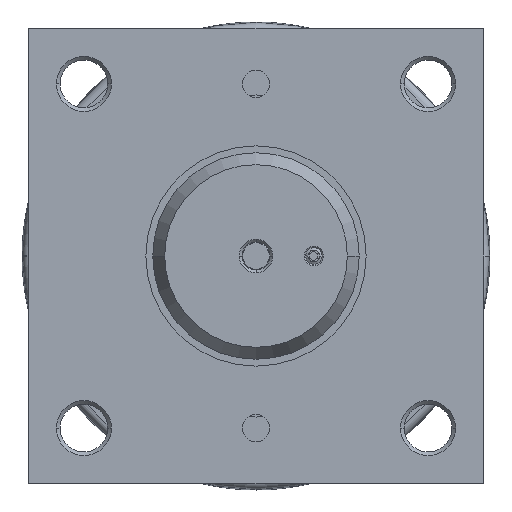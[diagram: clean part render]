
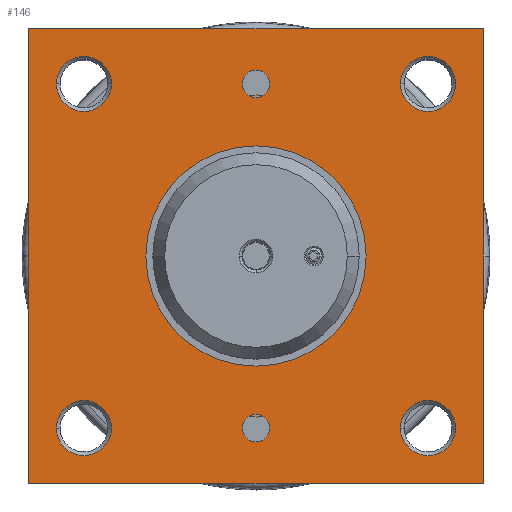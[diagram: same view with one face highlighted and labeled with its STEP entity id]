
A CAD part, left-side view. The second image highlights one B-rep face of the part: STEP entity #146.
In plain terms, the highlighted planar face has unit normal (-1, 0, 0).
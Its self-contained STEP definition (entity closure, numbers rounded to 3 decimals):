
#146=ADVANCED_FACE('',(#349,#350,#351,#352,#353,#354,#355,#356),#357,.F.);
#349=FACE_BOUND('',#1000,.T.);
#350=FACE_BOUND('',#1001,.T.);
#351=FACE_BOUND('',#1002,.T.);
#352=FACE_BOUND('',#1003,.T.);
#353=FACE_BOUND('',#1004,.T.);
#354=FACE_BOUND('',#1005,.T.);
#355=FACE_BOUND('',#1006,.T.);
#356=FACE_OUTER_BOUND('',#1007,.T.);
#357=PLANE('',#1008);
#1000=EDGE_LOOP('',(#2247,#2248));
#1001=EDGE_LOOP('',(#2249,#2250));
#1002=EDGE_LOOP('',(#2251,#2252));
#1003=EDGE_LOOP('',(#2253,#2254));
#1004=EDGE_LOOP('',(#2255,#2256));
#1005=EDGE_LOOP('',(#2257,#2258));
#1006=EDGE_LOOP('',(#2259,#2260));
#1007=EDGE_LOOP('',(#2261,#2262,#2263,#2264));
#1008=AXIS2_PLACEMENT_3D('',#2265,#2266,#2267);
#2247=ORIENTED_EDGE('',*,*,#3798,.T.);
#2248=ORIENTED_EDGE('',*,*,#3783,.T.);
#2249=ORIENTED_EDGE('',*,*,#3799,.T.);
#2250=ORIENTED_EDGE('',*,*,#3779,.T.);
#2251=ORIENTED_EDGE('',*,*,#3775,.T.);
#2252=ORIENTED_EDGE('',*,*,#3800,.T.);
#2253=ORIENTED_EDGE('',*,*,#3765,.T.);
#2254=ORIENTED_EDGE('',*,*,#3803,.T.);
#2255=ORIENTED_EDGE('',*,*,#3755,.T.);
#2256=ORIENTED_EDGE('',*,*,#3806,.T.);
#2257=ORIENTED_EDGE('',*,*,#3745,.T.);
#2258=ORIENTED_EDGE('',*,*,#3809,.T.);
#2259=ORIENTED_EDGE('',*,*,#3812,.T.);
#2260=ORIENTED_EDGE('',*,*,#3735,.T.);
#2261=ORIENTED_EDGE('',*,*,#3821,.T.);
#2262=ORIENTED_EDGE('',*,*,#3818,.F.);
#2263=ORIENTED_EDGE('',*,*,#3820,.F.);
#2264=ORIENTED_EDGE('',*,*,#3815,.F.);
#2265=CARTESIAN_POINT('',(0.0,0.0,0.0));
#2266=DIRECTION('',(1.0,0.0,0.0));
#2267=DIRECTION('',(0.0,0.0,-1.0));
#3735=EDGE_CURVE('',#6754,#6760,#6762,.T.);
#3745=EDGE_CURVE('',#6776,#6778,#6780,.T.);
#3755=EDGE_CURVE('',#6794,#6796,#6798,.T.);
#3765=EDGE_CURVE('',#6812,#6814,#6816,.T.);
#3775=EDGE_CURVE('',#6830,#6832,#6834,.T.);
#3779=EDGE_CURVE('',#6836,#6840,#6842,.T.);
#3783=EDGE_CURVE('',#6844,#6848,#6850,.T.);
#3798=EDGE_CURVE('',#6848,#6844,#6873,.T.);
#3799=EDGE_CURVE('',#6840,#6836,#6874,.T.);
#3800=EDGE_CURVE('',#6832,#6830,#6875,.T.);
#3803=EDGE_CURVE('',#6814,#6812,#6878,.T.);
#3806=EDGE_CURVE('',#6796,#6794,#6881,.T.);
#3809=EDGE_CURVE('',#6778,#6776,#6884,.T.);
#3812=EDGE_CURVE('',#6760,#6754,#6887,.T.);
#3815=EDGE_CURVE('',#6889,#6891,#6892,.T.);
#3818=EDGE_CURVE('',#6894,#6896,#6897,.T.);
#3820=EDGE_CURVE('',#6891,#6894,#6899,.T.);
#3821=EDGE_CURVE('',#6889,#6896,#6900,.T.);
#6754=VERTEX_POINT('',#8022);
#6760=VERTEX_POINT('',#8029);
#6762=CIRCLE('',#8032,40.0);
#6776=VERTEX_POINT('',#8050);
#6778=VERTEX_POINT('',#8053);
#6780=CIRCLE('',#8056,10.0);
#6794=VERTEX_POINT('',#8074);
#6796=VERTEX_POINT('',#8077);
#6798=CIRCLE('',#8080,10.0);
#6812=VERTEX_POINT('',#8098);
#6814=VERTEX_POINT('',#8101);
#6816=CIRCLE('',#8104,10.0);
#6830=VERTEX_POINT('',#8122);
#6832=VERTEX_POINT('',#8125);
#6834=CIRCLE('',#8128,10.0);
#6836=VERTEX_POINT('',#8130);
#6840=VERTEX_POINT('',#8135);
#6842=CIRCLE('',#8138,5.0);
#6844=VERTEX_POINT('',#8140);
#6848=VERTEX_POINT('',#8145);
#6850=CIRCLE('',#8148,5.0);
#6873=CIRCLE('',#8175,5.0);
#6874=CIRCLE('',#8176,5.0);
#6875=CIRCLE('',#8177,10.0);
#6878=CIRCLE('',#8180,10.0);
#6881=CIRCLE('',#8183,10.0);
#6884=CIRCLE('',#8186,10.0);
#6887=CIRCLE('',#8189,40.0);
#6889=VERTEX_POINT('',#8191);
#6891=VERTEX_POINT('',#8194);
#6892=LINE('',#8195,#8196);
#6894=VERTEX_POINT('',#8199);
#6896=VERTEX_POINT('',#8202);
#6897=LINE('',#8203,#8204);
#6899=LINE('',#8207,#8208);
#6900=LINE('',#8209,#8210);
#8022=CARTESIAN_POINT('',(0.0,0.,-40.0));
#8029=CARTESIAN_POINT('',(0.0,0.,40.0));
#8032=AXIS2_PLACEMENT_3D('',#9929,#9930,#9931);
#8050=CARTESIAN_POINT('',(0.0,-52.5,-62.5));
#8053=CARTESIAN_POINT('',(0.0,-72.5,-62.5));
#8056=AXIS2_PLACEMENT_3D('',#9947,#9948,#9949);
#8074=CARTESIAN_POINT('',(0.0,-52.5,62.5));
#8077=CARTESIAN_POINT('',(0.0,-72.5,62.5));
#8080=AXIS2_PLACEMENT_3D('',#9965,#9966,#9967);
#8098=CARTESIAN_POINT('',(0.0,72.5,-62.5));
#8101=CARTESIAN_POINT('',(0.0,52.5,-62.5));
#8104=AXIS2_PLACEMENT_3D('',#9983,#9984,#9985);
#8122=CARTESIAN_POINT('',(0.0,72.5,62.5));
#8125=CARTESIAN_POINT('',(0.0,52.5,62.5));
#8128=AXIS2_PLACEMENT_3D('',#10001,#10002,#10003);
#8130=CARTESIAN_POINT('',(0.0,0.,-67.5));
#8135=CARTESIAN_POINT('',(0.0,0.,-57.5));
#8138=AXIS2_PLACEMENT_3D('',#10009,#10010,#10011);
#8140=CARTESIAN_POINT('',(0.0,0.,57.5));
#8145=CARTESIAN_POINT('',(0.0,0.,67.5));
#8148=AXIS2_PLACEMENT_3D('',#10017,#10018,#10019);
#8175=AXIS2_PLACEMENT_3D('',#10054,#10055,#10056);
#8176=AXIS2_PLACEMENT_3D('',#10057,#10058,#10059);
#8177=AXIS2_PLACEMENT_3D('',#10060,#10061,#10062);
#8180=AXIS2_PLACEMENT_3D('',#10069,#10070,#10071);
#8183=AXIS2_PLACEMENT_3D('',#10078,#10079,#10080);
#8186=AXIS2_PLACEMENT_3D('',#10087,#10088,#10089);
#8189=AXIS2_PLACEMENT_3D('',#10096,#10097,#10098);
#8191=CARTESIAN_POINT('',(0.0,82.5,82.5));
#8194=CARTESIAN_POINT('',(0.0,-82.5,82.5));
#8195=CARTESIAN_POINT('',(0.0,0.0,82.5));
#8196=VECTOR('',#10103,1.0);
#8199=CARTESIAN_POINT('',(0.0,-82.5,-82.5));
#8202=CARTESIAN_POINT('',(0.0,82.5,-82.5));
#8203=CARTESIAN_POINT('',(0.0,0.0,-82.5));
#8204=VECTOR('',#10106,1.0);
#8207=CARTESIAN_POINT('',(0.0,-82.5,0.0));
#8208=VECTOR('',#10108,1.0);
#8209=CARTESIAN_POINT('',(0.0,82.5,0.0));
#8210=VECTOR('',#10109,1.0);
#9929=CARTESIAN_POINT('',(0.0,0.0,0.0));
#9930=DIRECTION('',(1.0,0.0,0.0));
#9931=DIRECTION('',(0.0,0.0,-1.0));
#9947=CARTESIAN_POINT('',(0.0,-62.5,-62.5));
#9948=DIRECTION('',(1.0,0.0,0.0));
#9949=DIRECTION('',(0.0,1.0,0.0));
#9965=CARTESIAN_POINT('',(0.0,-62.5,62.5));
#9966=DIRECTION('',(1.0,0.0,0.0));
#9967=DIRECTION('',(0.0,1.0,0.0));
#9983=CARTESIAN_POINT('',(0.0,62.5,-62.5));
#9984=DIRECTION('',(1.0,0.0,0.0));
#9985=DIRECTION('',(0.0,1.0,0.0));
#10001=CARTESIAN_POINT('',(0.0,62.5,62.5));
#10002=DIRECTION('',(1.0,0.0,0.0));
#10003=DIRECTION('',(0.0,1.0,0.0));
#10009=CARTESIAN_POINT('',(0.0,0.0,-62.5));
#10010=DIRECTION('',(1.0,0.0,0.0));
#10011=DIRECTION('',(0.0,0.0,-1.0));
#10017=CARTESIAN_POINT('',(0.0,0.0,62.5));
#10018=DIRECTION('',(1.0,0.0,0.0));
#10019=DIRECTION('',(0.0,0.0,-1.0));
#10054=CARTESIAN_POINT('',(0.0,0.0,62.5));
#10055=DIRECTION('',(1.0,0.0,0.0));
#10056=DIRECTION('',(0.0,0.0,-1.0));
#10057=CARTESIAN_POINT('',(0.0,0.0,-62.5));
#10058=DIRECTION('',(1.0,0.0,0.0));
#10059=DIRECTION('',(0.0,0.0,-1.0));
#10060=CARTESIAN_POINT('',(0.0,62.5,62.5));
#10061=DIRECTION('',(1.0,0.0,0.0));
#10062=DIRECTION('',(0.0,1.0,0.0));
#10069=CARTESIAN_POINT('',(0.0,62.5,-62.5));
#10070=DIRECTION('',(1.0,0.0,0.0));
#10071=DIRECTION('',(0.0,1.0,0.0));
#10078=CARTESIAN_POINT('',(0.0,-62.5,62.5));
#10079=DIRECTION('',(1.0,0.0,0.0));
#10080=DIRECTION('',(0.0,1.0,0.0));
#10087=CARTESIAN_POINT('',(0.0,-62.5,-62.5));
#10088=DIRECTION('',(1.0,0.0,0.0));
#10089=DIRECTION('',(0.0,1.0,0.0));
#10096=CARTESIAN_POINT('',(0.0,0.0,0.0));
#10097=DIRECTION('',(1.0,0.0,0.0));
#10098=DIRECTION('',(0.0,0.0,-1.0));
#10103=DIRECTION('',(0.0,-1.0,0.0));
#10106=DIRECTION('',(0.0,1.0,0.0));
#10108=DIRECTION('',(0.0,0.0,-1.0));
#10109=DIRECTION('',(0.0,0.0,-1.0));
